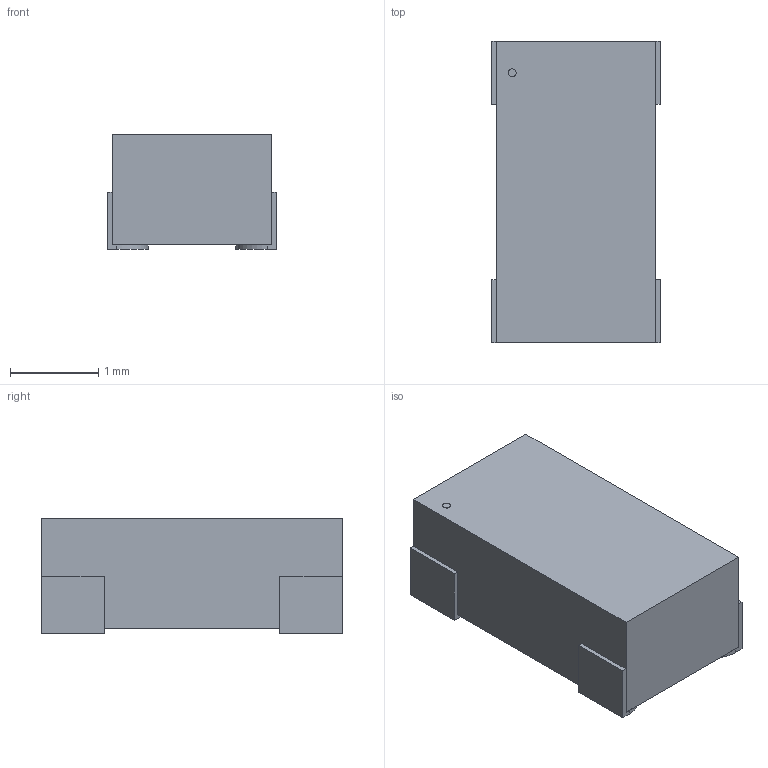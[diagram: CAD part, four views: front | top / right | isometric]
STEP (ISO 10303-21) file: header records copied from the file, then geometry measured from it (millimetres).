
FILE_DESCRIPTION(('STEP AP214'),'1');
FILE_NAME('2450AT18D0100E_JOT','2024-10-07T09:20:52',(''),(''),'','','');
FILE_SCHEMA(('AUTOMOTIVE_DESIGN'));
Length unit declared in the file: millimetre
Products named in the file (1): product
Bounding box: 1.91 x 3.4 x 1.3 mm (x, y, z)
Volume: 7.8 mm3; surface area: 31.5 mm2
Topology: 6 solids, 6 shells, 41 faces, 87 edges, 58 vertices
Faces by surface type: plane 36, cylinder 5
Full cylindrical faces by diameter (mm): 0.09 x1
Entity records: 1213 total; most frequent: DIRECTION 182, ORIENTED_EDGE 172, CARTESIAN_POINT 111, EDGE_CURVE 86, LINE 76, VECTOR 76, VERTEX_POINT 58, AXIS2_PLACEMENT_3D 53
